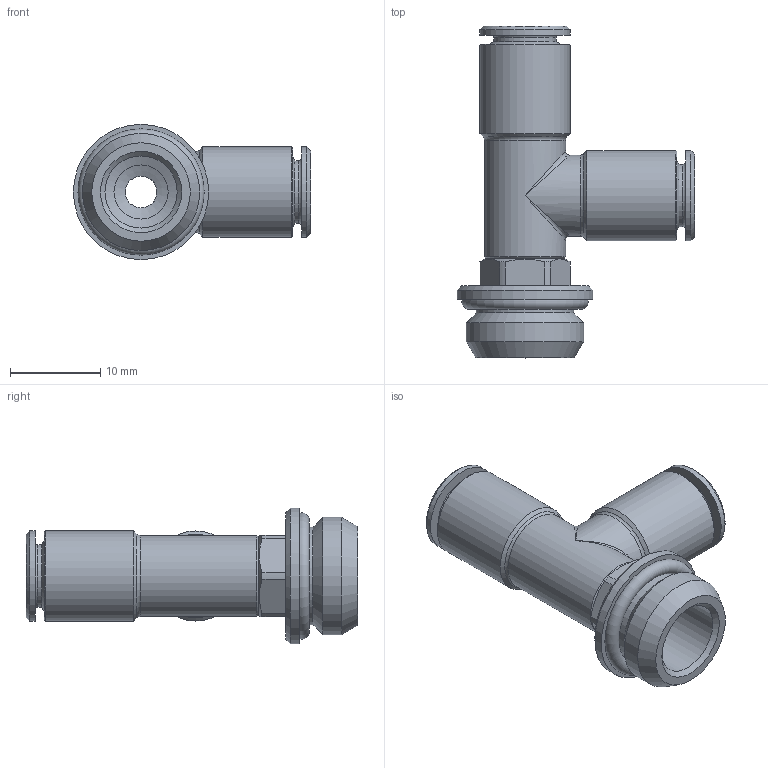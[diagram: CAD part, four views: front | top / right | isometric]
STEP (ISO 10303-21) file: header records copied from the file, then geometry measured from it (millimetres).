
FILE_DESCRIPTION(( 'MAL.24.06.14.stp' ), '1');
FILE_NAME( 'MAL.24.06.14.stp', '2021-02-19T16:28:18',( 'Sopra'),('sopra-pneumatic.com'), 'SwSTEP 2.0','SolidWorks 2009','' );
FILE_SCHEMA( ( 'CONFIG_CONTROL_DESIGN' ) );
Length unit declared in the file: millimetre
Products named in the file (2): F0140032; Rivoluzione4
Assembly tree (1 placements, depth 2):
  F0140032
    Rivoluzione4
Bounding box: 26.3 x 36.8 x 15 mm (x, y, z)
Volume: 2649.5 mm3; surface area: 3089.9 mm2
Topology: 1 solids, 1 shells, 70 faces, 161 edges, 95 vertices
Faces by surface type: cylinder 24, cone 20, plane 18, torus 5, bspline 2, sphere 1
Full cylindrical faces by diameter (mm): 3.5 x1, 4 x2, 6 x1, 6.15 x2, 6.9 x2, 8 x1, 9 x2, 10 x4, 10.8 x1, 13 x1, 15 x1
Entity records: 2028 total; most frequent: CARTESIAN_POINT 613, DIRECTION 294, ORIENTED_EDGE 204, AXIS2_PLACEMENT_3D 138, EDGE_LOOP 126, EDGE_CURVE 102, FACE_OUTER_BOUND 93, VERTEX_POINT 87
